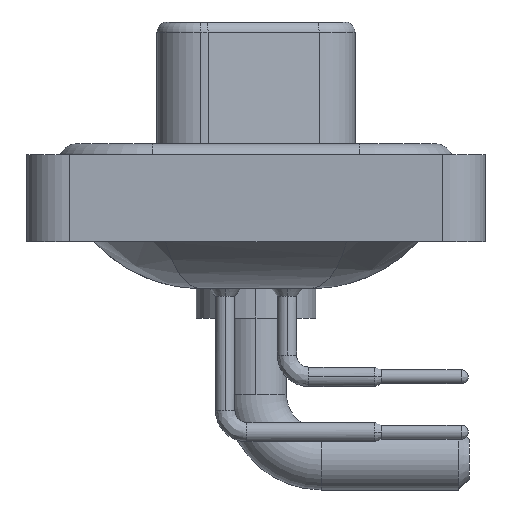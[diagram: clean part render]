
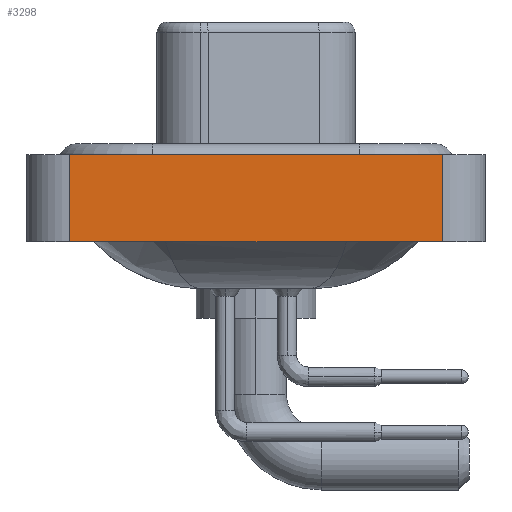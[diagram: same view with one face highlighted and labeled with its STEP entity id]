
A CAD part, left-side view. The second image highlights one B-rep face of the part: STEP entity #3298.
In plain terms, the highlighted planar face has unit normal (-1, 0, 0).
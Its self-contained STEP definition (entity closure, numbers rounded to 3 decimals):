
#41 = CARTESIAN_POINT ( 'NONE',  ( -7.25, -8.55, -3.6 ) ) ;
#110 = ORIENTED_EDGE ( 'NONE', *, *, #10795, .T. ) ;
#154 = LINE ( 'NONE', #41, #19242 ) ;
#1805 = LINE ( 'NONE', #10715, #17849 ) ;
#2903 = EDGE_CURVE ( 'NONE', #5991, #14820, #1805, .T. ) ;
#2946 = FACE_OUTER_BOUND ( 'NONE', #13821, .T. ) ;
#3270 = DIRECTION ( 'NONE',  ( 0., -1., 0. ) ) ;
#3298 = ADVANCED_FACE ( 'NONE', ( #2946 ), #5042, .T. ) ;
#3319 = CARTESIAN_POINT ( 'NONE',  ( -7.25, 8.55, -3.6 ) ) ;
#4197 = DIRECTION ( 'NONE',  ( 0., 0., 1. ) ) ;
#5042 = PLANE ( 'NONE',  #18230 ) ;
#5146 = DIRECTION ( 'NONE',  ( 0., 0., 1. ) ) ;
#5749 = VERTEX_POINT ( 'NONE', #11306 ) ;
#5991 = VERTEX_POINT ( 'NONE', #3319 ) ;
#6111 = LINE ( 'NONE', #6219, #19283 ) ;
#6219 = CARTESIAN_POINT ( 'NONE',  ( -7.25, -8.55, 0.4 ) ) ;
#6657 = ORIENTED_EDGE ( 'NONE', *, *, #22121, .F. ) ;
#7233 = CARTESIAN_POINT ( 'NONE',  ( -7.25, -8.55, -3.6 ) ) ;
#8190 = VECTOR ( 'NONE', #4197, 1000. ) ;
#8624 = DIRECTION ( 'NONE',  ( -1., 0., 0. ) ) ;
#8632 = VERTEX_POINT ( 'NONE', #7233 ) ;
#10715 = CARTESIAN_POINT ( 'NONE',  ( -7.25, 8.55, -3.6 ) ) ;
#10795 = EDGE_CURVE ( 'NONE', #5991, #8632, #154, .T. ) ;
#11306 = CARTESIAN_POINT ( 'NONE',  ( -7.25, -8.55, 0.4 ) ) ;
#13703 = CARTESIAN_POINT ( 'NONE',  ( -7.25, -8.55, -3.6 ) ) ;
#13769 = ORIENTED_EDGE ( 'NONE', *, *, #21295, .T. ) ;
#13821 = EDGE_LOOP ( 'NONE', ( #13769, #6657, #18105, #110 ) ) ;
#14820 = VERTEX_POINT ( 'NONE', #18389 ) ;
#17849 = VECTOR ( 'NONE', #21439, 1000. ) ;
#18105 = ORIENTED_EDGE ( 'NONE', *, *, #2903, .F. ) ;
#18230 = AXIS2_PLACEMENT_3D ( 'NONE', #13703, #8624, #5146 ) ;
#18389 = CARTESIAN_POINT ( 'NONE',  ( -7.25, 8.55, 0.4 ) ) ;
#19242 = VECTOR ( 'NONE', #3270, 1000. ) ;
#19283 = VECTOR ( 'NONE', #21810, 1000. ) ;
#20246 = LINE ( 'NONE', #20484, #8190 ) ;
#20484 = CARTESIAN_POINT ( 'NONE',  ( -7.25, -8.55, -3.6 ) ) ;
#21295 = EDGE_CURVE ( 'NONE', #8632, #5749, #20246, .T. ) ;
#21439 = DIRECTION ( 'NONE',  ( 0., 0., 1. ) ) ;
#21810 = DIRECTION ( 'NONE',  ( 0., -1., 0. ) ) ;
#22121 = EDGE_CURVE ( 'NONE', #14820, #5749, #6111, .T. ) ;
